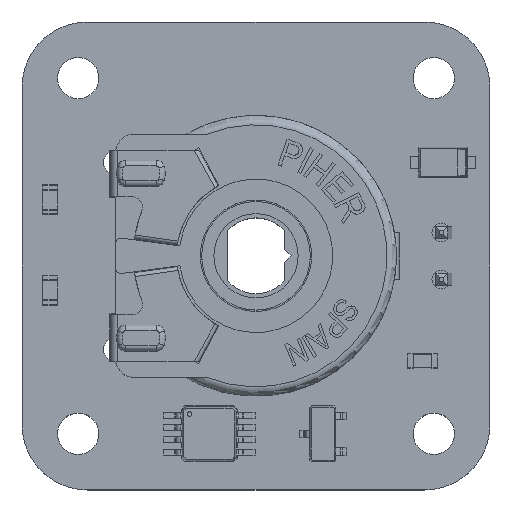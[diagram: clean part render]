
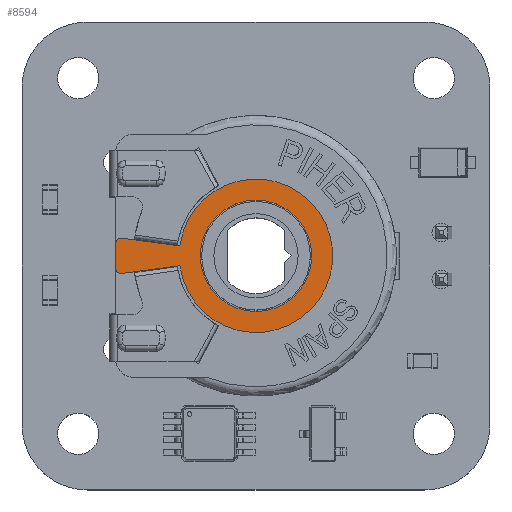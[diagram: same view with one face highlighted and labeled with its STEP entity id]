
A CAD part, top view. The second image highlights one B-rep face of the part: STEP entity #8594.
In plain terms, the highlighted face is planar.
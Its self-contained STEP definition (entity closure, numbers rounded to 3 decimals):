
#105 = PLANE('',#106);
#106 = AXIS2_PLACEMENT_3D('',#107,#108,#109);
#107 = CARTESIAN_POINT('',(-0.532,-4.065,-0.4));
#108 = DIRECTION('',(0.991,-0.131,0.));
#109 = DIRECTION('',(0.131,0.991,0.));
#186 = VERTEX_POINT('',#187);
#187 = CARTESIAN_POINT('',(-0.532,-4.065,-0.4));
#201 = CYLINDRICAL_SURFACE('',#202,4.1);
#202 = AXIS2_PLACEMENT_3D('',#203,#204,#205);
#203 = CARTESIAN_POINT('',(0.,0.,-0.4));
#204 = DIRECTION('',(0.,0.,1.));
#205 = DIRECTION('',(1.,0.,0.));
#213 = EDGE_CURVE('',#214,#186,#216,.T.);
#214 = VERTEX_POINT('',#215);
#215 = CARTESIAN_POINT('',(-0.939,-7.161,-0.4));
#216 = SURFACE_CURVE('',#217,(#221,#228),.PCURVE_S1.);
#217 = LINE('',#218,#219);
#218 = CARTESIAN_POINT('',(-0.532,-4.065,-0.4));
#219 = VECTOR('',#220,1.);
#220 = DIRECTION('',(0.131,0.991,0.));
#221 = PCURVE('',#105,#222);
#222 = DEFINITIONAL_REPRESENTATION('',(#223),#227);
#223 = LINE('',#224,#225);
#224 = CARTESIAN_POINT('',(0.,0.));
#225 = VECTOR('',#226,1.);
#226 = DIRECTION('',(1.,0.));
#227 = ( GEOMETRIC_REPRESENTATION_CONTEXT(2) 
PARAMETRIC_REPRESENTATION_CONTEXT() REPRESENTATION_CONTEXT('2D SPACE',''
  ) );
#228 = PCURVE('',#229,#234);
#229 = PLANE('',#230);
#230 = AXIS2_PLACEMENT_3D('',#231,#232,#233);
#231 = CARTESIAN_POINT('',(0.642,-7.2,-0.4));
#232 = DIRECTION('',(0.,0.,1.));
#233 = DIRECTION('',(1.,0.,0.));
#234 = DEFINITIONAL_REPRESENTATION('',(#235),#239);
#235 = LINE('',#236,#237);
#236 = CARTESIAN_POINT('',(-1.173,3.135));
#237 = VECTOR('',#238,1.);
#238 = DIRECTION('',(0.131,0.991));
#239 = ( GEOMETRIC_REPRESENTATION_CONTEXT(2) 
PARAMETRIC_REPRESENTATION_CONTEXT() REPRESENTATION_CONTEXT('2D SPACE',''
  ) );
#257 = CYLINDRICAL_SURFACE('',#258,0.3);
#258 = AXIS2_PLACEMENT_3D('',#259,#260,#261);
#259 = CARTESIAN_POINT('',(-0.642,-7.2,-0.4));
#260 = DIRECTION('',(0.,0.,1.));
#261 = DIRECTION('',(1.,0.,0.));
#332 = PLANE('',#333);
#333 = AXIS2_PLACEMENT_3D('',#334,#335,#336);
#334 = CARTESIAN_POINT('',(0.532,-4.065,-0.4));
#335 = DIRECTION('',(-0.991,-0.131,0.));
#336 = DIRECTION('',(0.131,-0.991,0.));
#403 = VERTEX_POINT('',#404);
#404 = CARTESIAN_POINT('',(0.939,-7.161,-0.4));
#418 = CYLINDRICAL_SURFACE('',#419,0.3);
#419 = AXIS2_PLACEMENT_3D('',#420,#421,#422);
#420 = CARTESIAN_POINT('',(0.642,-7.2,-0.4));
#421 = DIRECTION('',(0.,0.,1.));
#422 = DIRECTION('',(1.,0.,0.));
#430 = EDGE_CURVE('',#431,#403,#433,.T.);
#431 = VERTEX_POINT('',#432);
#432 = CARTESIAN_POINT('',(0.532,-4.065,-0.4));
#433 = SURFACE_CURVE('',#434,(#438,#445),.PCURVE_S1.);
#434 = LINE('',#435,#436);
#435 = CARTESIAN_POINT('',(0.532,-4.065,-0.4));
#436 = VECTOR('',#437,1.);
#437 = DIRECTION('',(0.131,-0.991,0.));
#438 = PCURVE('',#332,#439);
#439 = DEFINITIONAL_REPRESENTATION('',(#440),#444);
#440 = LINE('',#441,#442);
#441 = CARTESIAN_POINT('',(0.,0.));
#442 = VECTOR('',#443,1.);
#443 = DIRECTION('',(1.,0.));
#444 = ( GEOMETRIC_REPRESENTATION_CONTEXT(2) 
PARAMETRIC_REPRESENTATION_CONTEXT() REPRESENTATION_CONTEXT('2D SPACE',''
  ) );
#445 = PCURVE('',#229,#446);
#446 = DEFINITIONAL_REPRESENTATION('',(#447),#451);
#447 = LINE('',#448,#449);
#448 = CARTESIAN_POINT('',(-0.11,3.135));
#449 = VECTOR('',#450,1.);
#450 = DIRECTION('',(0.131,-0.991));
#451 = ( GEOMETRIC_REPRESENTATION_CONTEXT(2) 
PARAMETRIC_REPRESENTATION_CONTEXT() REPRESENTATION_CONTEXT('2D SPACE',''
  ) );
#528 = EDGE_CURVE('',#529,#529,#531,.T.);
#529 = VERTEX_POINT('',#530);
#530 = CARTESIAN_POINT('',(2.975,0.,-0.4));
#531 = SURFACE_CURVE('',#532,(#537,#549),.PCURVE_S1.);
#532 = CIRCLE('',#533,2.975);
#533 = AXIS2_PLACEMENT_3D('',#534,#535,#536);
#534 = CARTESIAN_POINT('',(0.,0.,-0.4));
#535 = DIRECTION('',(0.,0.,1.));
#536 = DIRECTION('',(1.,0.,0.));
#537 = PCURVE('',#538,#543);
#538 = CYLINDRICAL_SURFACE('',#539,2.975);
#539 = AXIS2_PLACEMENT_3D('',#540,#541,#542);
#540 = CARTESIAN_POINT('',(0.,0.,-0.4));
#541 = DIRECTION('',(0.,0.,1.));
#542 = DIRECTION('',(1.,0.,0.));
#543 = DEFINITIONAL_REPRESENTATION('',(#544),#548);
#544 = LINE('',#545,#546);
#545 = CARTESIAN_POINT('',(0.,0.));
#546 = VECTOR('',#547,1.);
#547 = DIRECTION('',(1.,0.));
#548 = ( GEOMETRIC_REPRESENTATION_CONTEXT(2) 
PARAMETRIC_REPRESENTATION_CONTEXT() REPRESENTATION_CONTEXT('2D SPACE',''
  ) );
#549 = PCURVE('',#229,#550);
#550 = DEFINITIONAL_REPRESENTATION('',(#551),#555);
#551 = CIRCLE('',#552,2.975);
#552 = AXIS2_PLACEMENT_2D('',#553,#554);
#553 = CARTESIAN_POINT('',(-0.642,7.2));
#554 = DIRECTION('',(1.,0.));
#555 = ( GEOMETRIC_REPRESENTATION_CONTEXT(2) 
PARAMETRIC_REPRESENTATION_CONTEXT() REPRESENTATION_CONTEXT('2D SPACE',''
  ) );
#5835 = PLANE('',#5836);
#5836 = AXIS2_PLACEMENT_3D('',#5837,#5838,#5839);
#5837 = CARTESIAN_POINT('',(-5.5,-7.5,3.9));
#5838 = DIRECTION('',(0.,1.,0.));
#5839 = DIRECTION('',(0.,0.,1.));
#8143 = VERTEX_POINT('',#8144);
#8144 = CARTESIAN_POINT('',(-0.642,-7.5,-0.4));
#8165 = EDGE_CURVE('',#8166,#8143,#8168,.T.);
#8166 = VERTEX_POINT('',#8167);
#8167 = CARTESIAN_POINT('',(0.642,-7.5,-0.4));
#8168 = SURFACE_CURVE('',#8169,(#8173,#8180),.PCURVE_S1.);
#8169 = LINE('',#8170,#8171);
#8170 = CARTESIAN_POINT('',(-0.642,-7.5,-0.4));
#8171 = VECTOR('',#8172,1.);
#8172 = DIRECTION('',(-1.,0.,-0.));
#8173 = PCURVE('',#5835,#8174);
#8174 = DEFINITIONAL_REPRESENTATION('',(#8175),#8179);
#8175 = LINE('',#8176,#8177);
#8176 = CARTESIAN_POINT('',(-4.3,4.858));
#8177 = VECTOR('',#8178,1.);
#8178 = DIRECTION('',(0.,-1.));
#8179 = ( GEOMETRIC_REPRESENTATION_CONTEXT(2) 
PARAMETRIC_REPRESENTATION_CONTEXT() REPRESENTATION_CONTEXT('2D SPACE',''
  ) );
#8180 = PCURVE('',#229,#8181);
#8181 = DEFINITIONAL_REPRESENTATION('',(#8182),#8186);
#8182 = LINE('',#8183,#8184);
#8183 = CARTESIAN_POINT('',(-1.283,-0.3));
#8184 = VECTOR('',#8185,1.);
#8185 = DIRECTION('',(-1.,0.));
#8186 = ( GEOMETRIC_REPRESENTATION_CONTEXT(2) 
PARAMETRIC_REPRESENTATION_CONTEXT() REPRESENTATION_CONTEXT('2D SPACE',''
  ) );
#8504 = EDGE_CURVE('',#403,#8166,#8505,.T.);
#8505 = SURFACE_CURVE('',#8506,(#8511,#8518),.PCURVE_S1.);
#8506 = CIRCLE('',#8507,0.3);
#8507 = AXIS2_PLACEMENT_3D('',#8508,#8509,#8510);
#8508 = CARTESIAN_POINT('',(0.642,-7.2,-0.4));
#8509 = DIRECTION('',(0.,0.,-1.));
#8510 = DIRECTION('',(1.,0.,0.));
#8511 = PCURVE('',#418,#8512);
#8512 = DEFINITIONAL_REPRESENTATION('',(#8513),#8517);
#8513 = LINE('',#8514,#8515);
#8514 = CARTESIAN_POINT('',(12.566,0.));
#8515 = VECTOR('',#8516,1.);
#8516 = DIRECTION('',(-1.,0.));
#8517 = ( GEOMETRIC_REPRESENTATION_CONTEXT(2) 
PARAMETRIC_REPRESENTATION_CONTEXT() REPRESENTATION_CONTEXT('2D SPACE',''
  ) );
#8518 = PCURVE('',#229,#8519);
#8519 = DEFINITIONAL_REPRESENTATION('',(#8520),#8528);
#8520 = ( BOUNDED_CURVE() B_SPLINE_CURVE(2,(#8521,#8522,#8523,#8524,
#8525,#8526,#8527),.UNSPECIFIED.,.T.,.F.) B_SPLINE_CURVE_WITH_KNOTS((1,2
    ,2,2,2,1),(-2.094,0.,2.094,4.189,
6.283,8.378),.UNSPECIFIED.) CURVE() 
GEOMETRIC_REPRESENTATION_ITEM() RATIONAL_B_SPLINE_CURVE((1.,0.5,1.,0.5,
1.,0.5,1.)) REPRESENTATION_ITEM('') );
#8521 = CARTESIAN_POINT('',(0.3,0.));
#8522 = CARTESIAN_POINT('',(0.3,-0.52));
#8523 = CARTESIAN_POINT('',(-0.15,-0.26));
#8524 = CARTESIAN_POINT('',(-0.6,0.));
#8525 = CARTESIAN_POINT('',(-0.15,0.26));
#8526 = CARTESIAN_POINT('',(0.3,0.52));
#8527 = CARTESIAN_POINT('',(0.3,0.));
#8528 = ( GEOMETRIC_REPRESENTATION_CONTEXT(2) 
PARAMETRIC_REPRESENTATION_CONTEXT() REPRESENTATION_CONTEXT('2D SPACE',''
  ) );
#8536 = EDGE_CURVE('',#8143,#214,#8537,.T.);
#8537 = SURFACE_CURVE('',#8538,(#8543,#8550),.PCURVE_S1.);
#8538 = CIRCLE('',#8539,0.3);
#8539 = AXIS2_PLACEMENT_3D('',#8540,#8541,#8542);
#8540 = CARTESIAN_POINT('',(-0.642,-7.2,-0.4));
#8541 = DIRECTION('',(0.,0.,-1.));
#8542 = DIRECTION('',(-1.,0.,0.));
#8543 = PCURVE('',#257,#8544);
#8544 = DEFINITIONAL_REPRESENTATION('',(#8545),#8549);
#8545 = LINE('',#8546,#8547);
#8546 = CARTESIAN_POINT('',(9.425,0.));
#8547 = VECTOR('',#8548,1.);
#8548 = DIRECTION('',(-1.,0.));
#8549 = ( GEOMETRIC_REPRESENTATION_CONTEXT(2) 
PARAMETRIC_REPRESENTATION_CONTEXT() REPRESENTATION_CONTEXT('2D SPACE',''
  ) );
#8550 = PCURVE('',#229,#8551);
#8551 = DEFINITIONAL_REPRESENTATION('',(#8552),#8560);
#8552 = ( BOUNDED_CURVE() B_SPLINE_CURVE(2,(#8553,#8554,#8555,#8556,
#8557,#8558,#8559),.UNSPECIFIED.,.T.,.F.) B_SPLINE_CURVE_WITH_KNOTS((1,2
    ,2,2,2,1),(-2.094,0.,2.094,4.189,
6.283,8.378),.UNSPECIFIED.) CURVE() 
GEOMETRIC_REPRESENTATION_ITEM() RATIONAL_B_SPLINE_CURVE((1.,0.5,1.,0.5,
1.,0.5,1.)) REPRESENTATION_ITEM('') );
#8553 = CARTESIAN_POINT('',(-1.583,0.));
#8554 = CARTESIAN_POINT('',(-1.583,0.52));
#8555 = CARTESIAN_POINT('',(-1.133,0.26));
#8556 = CARTESIAN_POINT('',(-0.683,0.));
#8557 = CARTESIAN_POINT('',(-1.133,-0.26));
#8558 = CARTESIAN_POINT('',(-1.583,-0.52));
#8559 = CARTESIAN_POINT('',(-1.583,0.));
#8560 = ( GEOMETRIC_REPRESENTATION_CONTEXT(2) 
PARAMETRIC_REPRESENTATION_CONTEXT() REPRESENTATION_CONTEXT('2D SPACE',''
  ) );
#8568 = EDGE_CURVE('',#186,#431,#8569,.T.);
#8569 = SURFACE_CURVE('',#8570,(#8575,#8582),.PCURVE_S1.);
#8570 = CIRCLE('',#8571,4.1);
#8571 = AXIS2_PLACEMENT_3D('',#8572,#8573,#8574);
#8572 = CARTESIAN_POINT('',(0.,0.,-0.4));
#8573 = DIRECTION('',(0.,0.,-1.));
#8574 = DIRECTION('',(-1.,0.,0.));
#8575 = PCURVE('',#201,#8576);
#8576 = DEFINITIONAL_REPRESENTATION('',(#8577),#8581);
#8577 = LINE('',#8578,#8579);
#8578 = CARTESIAN_POINT('',(9.425,0.));
#8579 = VECTOR('',#8580,1.);
#8580 = DIRECTION('',(-1.,0.));
#8581 = ( GEOMETRIC_REPRESENTATION_CONTEXT(2) 
PARAMETRIC_REPRESENTATION_CONTEXT() REPRESENTATION_CONTEXT('2D SPACE',''
  ) );
#8582 = PCURVE('',#229,#8583);
#8583 = DEFINITIONAL_REPRESENTATION('',(#8584),#8592);
#8584 = ( BOUNDED_CURVE() B_SPLINE_CURVE(2,(#8585,#8586,#8587,#8588,
#8589,#8590,#8591),.UNSPECIFIED.,.T.,.F.) B_SPLINE_CURVE_WITH_KNOTS((1,2
    ,2,2,2,1),(-2.094,0.,2.094,4.189,
6.283,8.378),.UNSPECIFIED.) CURVE() 
GEOMETRIC_REPRESENTATION_ITEM() RATIONAL_B_SPLINE_CURVE((1.,0.5,1.,0.5,
1.,0.5,1.)) REPRESENTATION_ITEM('') );
#8585 = CARTESIAN_POINT('',(-4.742,7.2));
#8586 = CARTESIAN_POINT('',(-4.742,14.301));
#8587 = CARTESIAN_POINT('',(1.408,10.751));
#8588 = CARTESIAN_POINT('',(7.558,7.2));
#8589 = CARTESIAN_POINT('',(1.408,3.649));
#8590 = CARTESIAN_POINT('',(-4.742,0.099));
#8591 = CARTESIAN_POINT('',(-4.742,7.2));
#8592 = ( GEOMETRIC_REPRESENTATION_CONTEXT(2) 
PARAMETRIC_REPRESENTATION_CONTEXT() REPRESENTATION_CONTEXT('2D SPACE',''
  ) );
#8594 = ADVANCED_FACE('',(#8595,#8598),#229,.F.);
#8595 = FACE_BOUND('',#8596,.T.);
#8596 = EDGE_LOOP('',(#8597));
#8597 = ORIENTED_EDGE('',*,*,#528,.T.);
#8598 = FACE_BOUND('',#8599,.T.);
#8599 = EDGE_LOOP('',(#8600,#8601,#8602,#8603,#8604,#8605));
#8600 = ORIENTED_EDGE('',*,*,#8504,.T.);
#8601 = ORIENTED_EDGE('',*,*,#8165,.T.);
#8602 = ORIENTED_EDGE('',*,*,#8536,.T.);
#8603 = ORIENTED_EDGE('',*,*,#213,.T.);
#8604 = ORIENTED_EDGE('',*,*,#8568,.T.);
#8605 = ORIENTED_EDGE('',*,*,#430,.T.);
